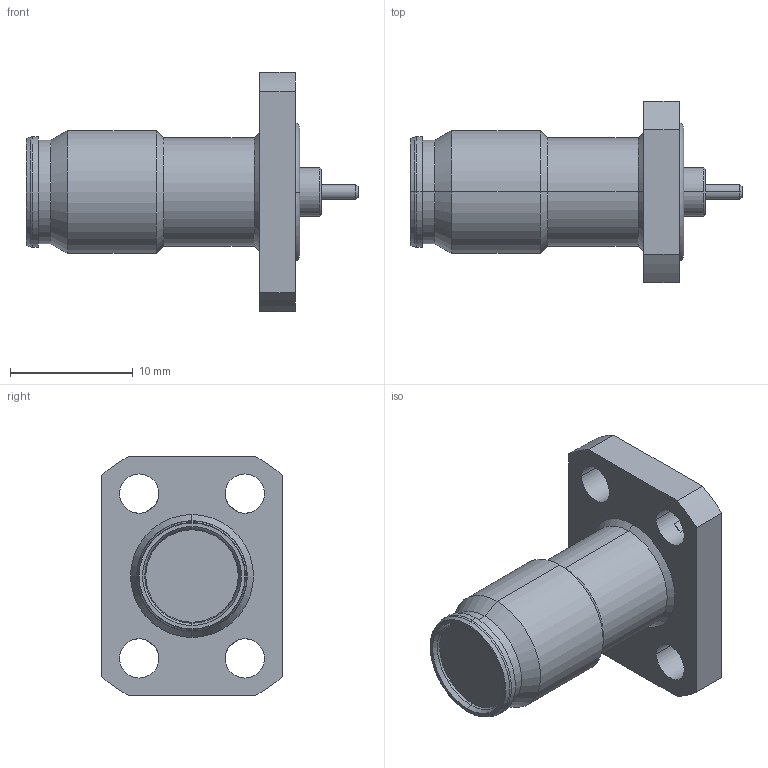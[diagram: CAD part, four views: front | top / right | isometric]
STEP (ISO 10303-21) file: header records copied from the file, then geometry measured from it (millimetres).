
FILE_DESCRIPTION (( 'STEP AP203' ), '1' );
FILE_NAME ('R180.540.007.STEP', '2017-04-19T06:00:38', ( '' ), ( '' ), 'SwSTEP 2.0', 'SolidWorks 2014', '' );
FILE_SCHEMA (( 'CONFIG_CONTROL_DESIGN' ));
Length unit declared in the file: millimetre
Products named in the file (1): R180.540.007
Bounding box: 27 x 14.7 x 19.5 mm (x, y, z)
Volume: 2030.4 mm3; surface area: 1424.9 mm2
Topology: 1 solids, 1 shells, 77 faces, 174 edges, 108 vertices
Faces by surface type: cylinder 30, plane 19, cone 16, torus 12
Entity records: 2281 total; most frequent: DIRECTION 442, CARTESIAN_POINT 360, ORIENTED_EDGE 348, AXIS2_PLACEMENT_3D 190, EDGE_CURVE 174, CIRCLE 112, VERTEX_POINT 108, EDGE_LOOP 94
